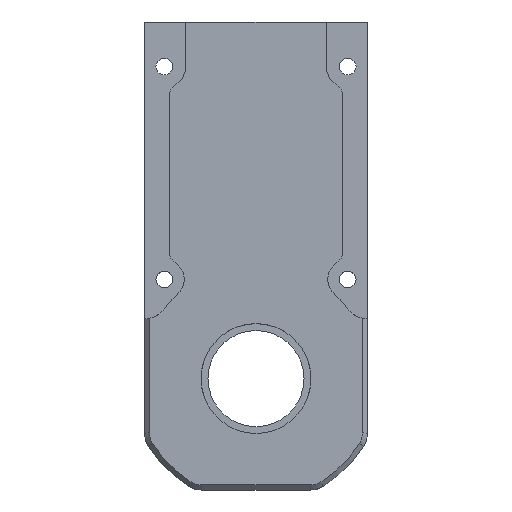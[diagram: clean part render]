
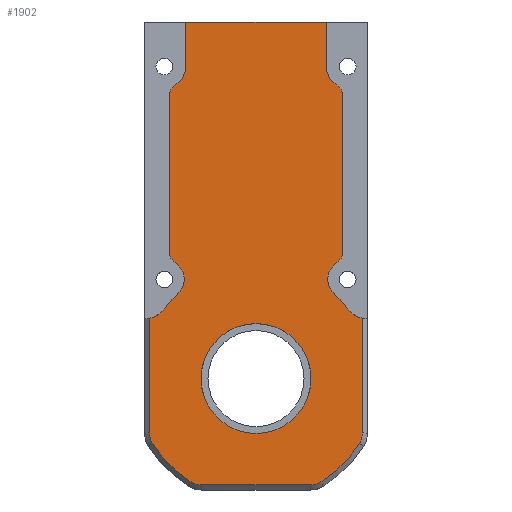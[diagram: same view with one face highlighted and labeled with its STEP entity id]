
A CAD part, top view. The second image highlights one B-rep face of the part: STEP entity #1902.
In plain terms, the highlighted planar face has unit normal (0, 0, 1).
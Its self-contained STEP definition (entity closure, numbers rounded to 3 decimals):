
#1207 = VERTEX_POINT('',#1208);
#1208 = CARTESIAN_POINT('',(-14.2,22.,9.));
#1214 = EDGE_CURVE('',#1207,#1215,#1217,.T.);
#1215 = VERTEX_POINT('',#1216);
#1216 = CARTESIAN_POINT('',(14.2,22.,9.));
#1217 = LINE('',#1218,#1219);
#1218 = CARTESIAN_POINT('',(-14.2,22.,9.));
#1219 = VECTOR('',#1220,1.);
#1220 = DIRECTION('',(1.,0.,0.));
#1882 = EDGE_CURVE('',#1883,#1215,#1885,.T.);
#1883 = VERTEX_POINT('',#1884);
#1884 = CARTESIAN_POINT('',(14.2,13.,9.));
#1885 = LINE('',#1886,#1887);
#1886 = CARTESIAN_POINT('',(14.2,13.,9.));
#1887 = VECTOR('',#1888,1.);
#1888 = DIRECTION('',(0.,1.,0.));
#1902 = ADVANCED_FACE('',(#1903,#2115),#2126,.T.);
#1903 = FACE_BOUND('',#1904,.T.);
#1904 = EDGE_LOOP('',(#1905,#1916,#1924,#1933,#1942,#1951,#1959,#1968,
    #1977,#1986,#1994,#2003,#2012,#2021,#2030,#2038,#2047,#2054,#2055,
    #2056,#2064,#2073,#2082,#2090,#2099,#2108));
#1905 = ORIENTED_EDGE('',*,*,#1906,.F.);
#1906 = EDGE_CURVE('',#1907,#1909,#1911,.T.);
#1907 = VERTEX_POINT('',#1908);
#1908 = CARTESIAN_POINT('',(-21.5,-37.826,9.));
#1909 = VERTEX_POINT('',#1910);
#1910 = CARTESIAN_POINT('',(-18.517,-35.949,9.));
#1911 = CIRCLE('',#1912,5.);
#1912 = AXIS2_PLACEMENT_3D('',#1913,#1914,#1915);
#1913 = CARTESIAN_POINT('',(-22.5,-32.927,9.));
#1914 = DIRECTION('',(0.,0.,1.));
#1915 = DIRECTION('',(1.,0.,0.));
#1916 = ORIENTED_EDGE('',*,*,#1917,.T.);
#1917 = EDGE_CURVE('',#1907,#1918,#1920,.T.);
#1918 = VERTEX_POINT('',#1919);
#1919 = CARTESIAN_POINT('',(-21.5,-61.,9.));
#1920 = LINE('',#1921,#1922);
#1921 = CARTESIAN_POINT('',(-21.5,-37.927,9.));
#1922 = VECTOR('',#1923,1.);
#1923 = DIRECTION('',(-0.,-1.,-0.));
#1924 = ORIENTED_EDGE('',*,*,#1925,.T.);
#1925 = EDGE_CURVE('',#1918,#1926,#1928,.T.);
#1926 = VERTEX_POINT('',#1927);
#1927 = CARTESIAN_POINT('',(-20.887,-63.129,9.));
#1928 = CIRCLE('',#1929,4.);
#1929 = AXIS2_PLACEMENT_3D('',#1930,#1931,#1932);
#1930 = CARTESIAN_POINT('',(-17.5,-61.,9.));
#1931 = DIRECTION('',(0.,0.,1.));
#1932 = DIRECTION('',(-1.,0.,0.));
#1933 = ORIENTED_EDGE('',*,*,#1934,.T.);
#1934 = EDGE_CURVE('',#1926,#1935,#1937,.T.);
#1935 = VERTEX_POINT('',#1936);
#1936 = CARTESIAN_POINT('',(-13.129,-70.887,9.));
#1937 = CIRCLE('',#1938,24.67);
#1938 = AXIS2_PLACEMENT_3D('',#1939,#1940,#1941);
#1939 = CARTESIAN_POINT('',(0.,-50.,9.));
#1940 = DIRECTION('',(0.,0.,1.));
#1941 = DIRECTION('',(-0.847,-0.532,0.));
#1942 = ORIENTED_EDGE('',*,*,#1943,.T.);
#1943 = EDGE_CURVE('',#1935,#1944,#1946,.T.);
#1944 = VERTEX_POINT('',#1945);
#1945 = CARTESIAN_POINT('',(-11.,-71.5,9.));
#1946 = CIRCLE('',#1947,4.);
#1947 = AXIS2_PLACEMENT_3D('',#1948,#1949,#1950);
#1948 = CARTESIAN_POINT('',(-11.,-67.5,9.));
#1949 = DIRECTION('',(0.,0.,1.));
#1950 = DIRECTION('',(-0.532,-0.847,0.));
#1951 = ORIENTED_EDGE('',*,*,#1952,.T.);
#1952 = EDGE_CURVE('',#1944,#1953,#1955,.T.);
#1953 = VERTEX_POINT('',#1954);
#1954 = CARTESIAN_POINT('',(11.,-71.5,9.));
#1955 = LINE('',#1956,#1957);
#1956 = CARTESIAN_POINT('',(-11.,-71.5,9.));
#1957 = VECTOR('',#1958,1.);
#1958 = DIRECTION('',(1.,0.,0.));
#1959 = ORIENTED_EDGE('',*,*,#1960,.T.);
#1960 = EDGE_CURVE('',#1953,#1961,#1963,.T.);
#1961 = VERTEX_POINT('',#1962);
#1962 = CARTESIAN_POINT('',(13.129,-70.887,9.));
#1963 = CIRCLE('',#1964,4.);
#1964 = AXIS2_PLACEMENT_3D('',#1965,#1966,#1967);
#1965 = CARTESIAN_POINT('',(11.,-67.5,9.));
#1966 = DIRECTION('',(0.,0.,1.));
#1967 = DIRECTION('',(0.,-1.,0.));
#1968 = ORIENTED_EDGE('',*,*,#1969,.T.);
#1969 = EDGE_CURVE('',#1961,#1970,#1972,.T.);
#1970 = VERTEX_POINT('',#1971);
#1971 = CARTESIAN_POINT('',(20.887,-63.129,9.));
#1972 = CIRCLE('',#1973,24.67);
#1973 = AXIS2_PLACEMENT_3D('',#1974,#1975,#1976);
#1974 = CARTESIAN_POINT('',(0.,-50.,9.));
#1975 = DIRECTION('',(-0.,0.,1.));
#1976 = DIRECTION('',(0.532,-0.847,0.));
#1977 = ORIENTED_EDGE('',*,*,#1978,.T.);
#1978 = EDGE_CURVE('',#1970,#1979,#1981,.T.);
#1979 = VERTEX_POINT('',#1980);
#1980 = CARTESIAN_POINT('',(21.5,-61.,9.));
#1981 = CIRCLE('',#1982,4.);
#1982 = AXIS2_PLACEMENT_3D('',#1983,#1984,#1985);
#1983 = CARTESIAN_POINT('',(17.5,-61.,9.));
#1984 = DIRECTION('',(-0.,0.,1.));
#1985 = DIRECTION('',(0.847,-0.532,0.));
#1986 = ORIENTED_EDGE('',*,*,#1987,.T.);
#1987 = EDGE_CURVE('',#1979,#1988,#1990,.T.);
#1988 = VERTEX_POINT('',#1989);
#1989 = CARTESIAN_POINT('',(21.5,-37.826,9.));
#1990 = LINE('',#1991,#1992);
#1991 = CARTESIAN_POINT('',(21.5,-61.,9.));
#1992 = VECTOR('',#1993,1.);
#1993 = DIRECTION('',(0.,1.,0.));
#1994 = ORIENTED_EDGE('',*,*,#1995,.T.);
#1995 = EDGE_CURVE('',#1988,#1996,#1998,.T.);
#1996 = VERTEX_POINT('',#1997);
#1997 = CARTESIAN_POINT('',(18.517,-35.949,9.));
#1998 = CIRCLE('',#1999,5.);
#1999 = AXIS2_PLACEMENT_3D('',#2000,#2001,#2002);
#2000 = CARTESIAN_POINT('',(22.5,-32.927,9.));
#2001 = DIRECTION('',(0.,0.,-1.));
#2002 = DIRECTION('',(-1.,0.,0.));
#2003 = ORIENTED_EDGE('',*,*,#2004,.F.);
#2004 = EDGE_CURVE('',#2005,#1996,#2007,.T.);
#2005 = VERTEX_POINT('',#2006);
#2006 = CARTESIAN_POINT('',(15.784,-32.936,9.));
#2007 = CIRCLE('',#2008,23.244);
#2008 = AXIS2_PLACEMENT_3D('',#2009,#2010,#2011);
#2009 = CARTESIAN_POINT('',(0.,-50.,9.));
#2010 = DIRECTION('',(0.,0.,-1.));
#2011 = DIRECTION('',(-1.,0.,0.));
#2012 = ORIENTED_EDGE('',*,*,#2013,.T.);
#2013 = EDGE_CURVE('',#2005,#2014,#2016,.T.);
#2014 = VERTEX_POINT('',#2015);
#2015 = CARTESIAN_POINT('',(16.346,-26.629,9.));
#2016 = CIRCLE('',#2017,4.);
#2017 = AXIS2_PLACEMENT_3D('',#2018,#2019,#2020);
#2018 = CARTESIAN_POINT('',(18.5,-30.,9.));
#2019 = DIRECTION('',(0.,0.,-1.));
#2020 = DIRECTION('',(-1.,0.,0.));
#2021 = ORIENTED_EDGE('',*,*,#2022,.F.);
#2022 = EDGE_CURVE('',#2023,#2014,#2025,.T.);
#2023 = VERTEX_POINT('',#2024);
#2024 = CARTESIAN_POINT('',(17.5,-24.523,9.));
#2025 = CIRCLE('',#2026,2.5);
#2026 = AXIS2_PLACEMENT_3D('',#2027,#2028,#2029);
#2027 = CARTESIAN_POINT('',(15.,-24.523,9.));
#2028 = DIRECTION('',(0.,0.,-1.));
#2029 = DIRECTION('',(-1.,0.,0.));
#2030 = ORIENTED_EDGE('',*,*,#2031,.F.);
#2031 = EDGE_CURVE('',#2032,#2023,#2034,.T.);
#2032 = VERTEX_POINT('',#2033);
#2033 = CARTESIAN_POINT('',(17.5,7.17,9.));
#2034 = LINE('',#2035,#2036);
#2035 = CARTESIAN_POINT('',(17.5,7.17,9.));
#2036 = VECTOR('',#2037,1.);
#2037 = DIRECTION('',(0.,-1.,-0.));
#2038 = ORIENTED_EDGE('',*,*,#2039,.F.);
#2039 = EDGE_CURVE('',#2040,#2032,#2042,.T.);
#2040 = VERTEX_POINT('',#2041);
#2041 = CARTESIAN_POINT('',(16.287,9.313,9.));
#2042 = CIRCLE('',#2043,2.5);
#2043 = AXIS2_PLACEMENT_3D('',#2044,#2045,#2046);
#2044 = CARTESIAN_POINT('',(15.,7.17,9.));
#2045 = DIRECTION('',(0.,0.,-1.));
#2046 = DIRECTION('',(-1.,0.,0.));
#2047 = ORIENTED_EDGE('',*,*,#2048,.T.);
#2048 = EDGE_CURVE('',#2040,#1883,#2049,.T.);
#2049 = CIRCLE('',#2050,4.3);
#2050 = AXIS2_PLACEMENT_3D('',#2051,#2052,#2053);
#2051 = CARTESIAN_POINT('',(18.5,13.,9.));
#2052 = DIRECTION('',(0.,0.,-1.));
#2053 = DIRECTION('',(-1.,0.,0.));
#2054 = ORIENTED_EDGE('',*,*,#1882,.T.);
#2055 = ORIENTED_EDGE('',*,*,#1214,.F.);
#2056 = ORIENTED_EDGE('',*,*,#2057,.T.);
#2057 = EDGE_CURVE('',#1207,#2058,#2060,.T.);
#2058 = VERTEX_POINT('',#2059);
#2059 = CARTESIAN_POINT('',(-14.2,13.,9.));
#2060 = LINE('',#2061,#2062);
#2061 = CARTESIAN_POINT('',(-14.2,22.,9.));
#2062 = VECTOR('',#2063,1.);
#2063 = DIRECTION('',(0.,-1.,0.));
#2064 = ORIENTED_EDGE('',*,*,#2065,.F.);
#2065 = EDGE_CURVE('',#2066,#2058,#2068,.T.);
#2066 = VERTEX_POINT('',#2067);
#2067 = CARTESIAN_POINT('',(-16.287,9.313,9.));
#2068 = CIRCLE('',#2069,4.3);
#2069 = AXIS2_PLACEMENT_3D('',#2070,#2071,#2072);
#2070 = CARTESIAN_POINT('',(-18.5,13.,9.));
#2071 = DIRECTION('',(0.,0.,1.));
#2072 = DIRECTION('',(1.,0.,0.));
#2073 = ORIENTED_EDGE('',*,*,#2074,.T.);
#2074 = EDGE_CURVE('',#2066,#2075,#2077,.T.);
#2075 = VERTEX_POINT('',#2076);
#2076 = CARTESIAN_POINT('',(-17.5,7.17,9.));
#2077 = CIRCLE('',#2078,2.5);
#2078 = AXIS2_PLACEMENT_3D('',#2079,#2080,#2081);
#2079 = CARTESIAN_POINT('',(-15.,7.17,9.));
#2080 = DIRECTION('',(0.,0.,1.));
#2081 = DIRECTION('',(1.,0.,0.));
#2082 = ORIENTED_EDGE('',*,*,#2083,.T.);
#2083 = EDGE_CURVE('',#2075,#2084,#2086,.T.);
#2084 = VERTEX_POINT('',#2085);
#2085 = CARTESIAN_POINT('',(-17.5,-24.523,9.));
#2086 = LINE('',#2087,#2088);
#2087 = CARTESIAN_POINT('',(-17.5,7.17,9.));
#2088 = VECTOR('',#2089,1.);
#2089 = DIRECTION('',(0.,-1.,0.));
#2090 = ORIENTED_EDGE('',*,*,#2091,.T.);
#2091 = EDGE_CURVE('',#2084,#2092,#2094,.T.);
#2092 = VERTEX_POINT('',#2093);
#2093 = CARTESIAN_POINT('',(-16.346,-26.629,9.));
#2094 = CIRCLE('',#2095,2.5);
#2095 = AXIS2_PLACEMENT_3D('',#2096,#2097,#2098);
#2096 = CARTESIAN_POINT('',(-15.,-24.523,9.));
#2097 = DIRECTION('',(0.,0.,1.));
#2098 = DIRECTION('',(1.,0.,0.));
#2099 = ORIENTED_EDGE('',*,*,#2100,.F.);
#2100 = EDGE_CURVE('',#2101,#2092,#2103,.T.);
#2101 = VERTEX_POINT('',#2102);
#2102 = CARTESIAN_POINT('',(-15.784,-32.936,9.));
#2103 = CIRCLE('',#2104,4.);
#2104 = AXIS2_PLACEMENT_3D('',#2105,#2106,#2107);
#2105 = CARTESIAN_POINT('',(-18.5,-30.,9.));
#2106 = DIRECTION('',(0.,0.,1.));
#2107 = DIRECTION('',(1.,0.,0.));
#2108 = ORIENTED_EDGE('',*,*,#2109,.T.);
#2109 = EDGE_CURVE('',#2101,#1909,#2110,.T.);
#2110 = CIRCLE('',#2111,23.244);
#2111 = AXIS2_PLACEMENT_3D('',#2112,#2113,#2114);
#2112 = CARTESIAN_POINT('',(0.,-50.,9.));
#2113 = DIRECTION('',(0.,0.,1.));
#2114 = DIRECTION('',(1.,0.,0.));
#2115 = FACE_BOUND('',#2116,.T.);
#2116 = EDGE_LOOP('',(#2117));
#2117 = ORIENTED_EDGE('',*,*,#2118,.F.);
#2118 = EDGE_CURVE('',#2119,#2119,#2121,.T.);
#2119 = VERTEX_POINT('',#2120);
#2120 = CARTESIAN_POINT('',(11.1,-50.,9.));
#2121 = CIRCLE('',#2122,11.1);
#2122 = AXIS2_PLACEMENT_3D('',#2123,#2124,#2125);
#2123 = CARTESIAN_POINT('',(0.,-50.,9.));
#2124 = DIRECTION('',(0.,0.,1.));
#2125 = DIRECTION('',(1.,0.,0.));
#2126 = PLANE('',#2127);
#2127 = AXIS2_PLACEMENT_3D('',#2128,#2129,#2130);
#2128 = CARTESIAN_POINT('',(0.,-25.287,9.));
#2129 = DIRECTION('',(0.,0.,1.));
#2130 = DIRECTION('',(1.,0.,0.));
